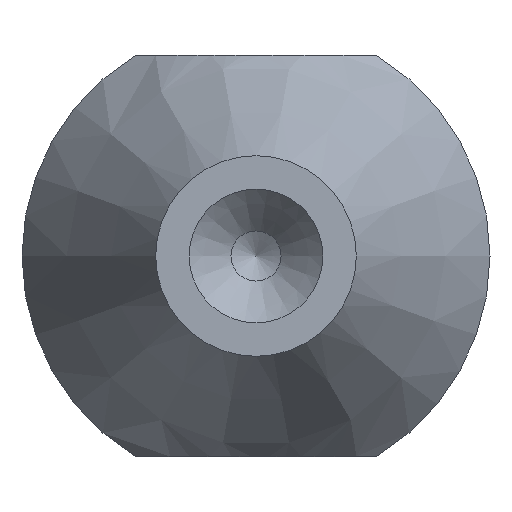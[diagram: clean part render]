
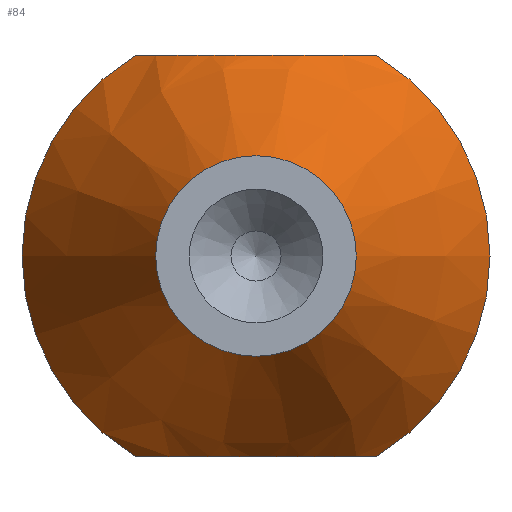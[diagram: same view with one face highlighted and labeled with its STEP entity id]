
A CAD part, left-side view. The second image highlights one B-rep face of the part: STEP entity #84.
In plain terms, the highlighted conical face has half-angle 30 degrees and reference radius 14 mm.
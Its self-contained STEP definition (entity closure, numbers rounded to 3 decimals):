
#58=B_SPLINE_CURVE_WITH_KNOTS('',3,(#411,#412,#413,#414,#415,#416,#417,
#418,#419,#420),.UNSPECIFIED.,.F.,.F.,(4,2,2,2,4),(0.,0.25,0.5,0.75,1.),
 .UNSPECIFIED.);
#59=B_SPLINE_CURVE_WITH_KNOTS('',3,(#424,#425,#426,#427,#428,#429,#430,
#431,#432,#433),.UNSPECIFIED.,.F.,.F.,(4,2,2,2,4),(0.,0.25,0.5,0.75,1.),
 .UNSPECIFIED.);
#73=CONICAL_SURFACE('',#290,14.,30.);
#84=ADVANCED_FACE('',(#112,#113),#73,.T.);
#112=FACE_BOUND('',#133,.T.);
#113=FACE_BOUND('',#134,.T.);
#133=EDGE_LOOP('',(#161,#162,#163,#164));
#134=EDGE_LOOP('',(#165));
#161=ORIENTED_EDGE('',*,*,#234,.T.);
#162=ORIENTED_EDGE('',*,*,#235,.T.);
#163=ORIENTED_EDGE('',*,*,#236,.T.);
#164=ORIENTED_EDGE('',*,*,#237,.T.);
#165=ORIENTED_EDGE('',*,*,#238,.F.);
#212=VERTEX_POINT('',#409);
#213=VERTEX_POINT('',#410);
#214=VERTEX_POINT('',#421);
#215=VERTEX_POINT('',#423);
#216=VERTEX_POINT('',#435);
#234=EDGE_CURVE('',#212,#213,#262,.T.);
#235=EDGE_CURVE('',#213,#214,#58,.T.);
#236=EDGE_CURVE('',#214,#215,#263,.T.);
#237=EDGE_CURVE('',#215,#212,#59,.T.);
#238=EDGE_CURVE('',#216,#216,#264,.T.);
#262=CIRCLE('',#287,14.);
#263=CIRCLE('',#288,14.);
#264=CIRCLE('',#289,6.);
#287=AXIS2_PLACEMENT_3D('',#408,#340,#341);
#288=AXIS2_PLACEMENT_3D('',#422,#342,#343);
#289=AXIS2_PLACEMENT_3D('',#434,#344,#345);
#290=AXIS2_PLACEMENT_3D('',#436,#346,#347);
#340=DIRECTION('',(-1.,0.,0.));
#341=DIRECTION('',(0.,-1.,0.));
#342=DIRECTION('',(-1.,0.,0.));
#343=DIRECTION('',(0.,-1.,0.));
#344=DIRECTION('',(-1.,0.,0.));
#345=DIRECTION('',(0.,-1.,0.));
#346=DIRECTION('',(1.,0.,0.));
#347=DIRECTION('',(0.,-1.,0.));
#408=CARTESIAN_POINT('',(-7.144,0.,0.));
#409=CARTESIAN_POINT('',(-7.144,7.211,12.));
#410=CARTESIAN_POINT('',(-7.144,7.211,-12.));
#411=CARTESIAN_POINT('',(-7.144,7.211,-12.));
#412=CARTESIAN_POINT('',(-8.053,6.192,-12.));
#413=CARTESIAN_POINT('',(-8.883,5.118,-12.));
#414=CARTESIAN_POINT('',(-10.174,2.715,-12.));
#415=CARTESIAN_POINT('',(-10.607,1.363,-12.));
#416=CARTESIAN_POINT('',(-10.609,-1.354,-12.));
#417=CARTESIAN_POINT('',(-10.182,-2.695,-12.));
#418=CARTESIAN_POINT('',(-8.898,-5.096,-12.));
#419=CARTESIAN_POINT('',(-8.055,-6.189,-12.));
#420=CARTESIAN_POINT('',(-7.144,-7.211,-12.));
#421=CARTESIAN_POINT('',(-7.144,-7.211,-12.));
#422=CARTESIAN_POINT('',(-7.144,0.,0.));
#423=CARTESIAN_POINT('',(-7.144,-7.211,12.));
#424=CARTESIAN_POINT('',(-7.144,-7.211,12.));
#425=CARTESIAN_POINT('',(-8.053,-6.192,12.));
#426=CARTESIAN_POINT('',(-8.883,-5.118,12.));
#427=CARTESIAN_POINT('',(-10.174,-2.715,12.));
#428=CARTESIAN_POINT('',(-10.607,-1.363,12.));
#429=CARTESIAN_POINT('',(-10.609,1.354,12.));
#430=CARTESIAN_POINT('',(-10.182,2.695,12.));
#431=CARTESIAN_POINT('',(-8.898,5.096,12.));
#432=CARTESIAN_POINT('',(-8.055,6.189,12.));
#433=CARTESIAN_POINT('',(-7.144,7.211,12.));
#434=CARTESIAN_POINT('',(-21.,0.,0.));
#435=CARTESIAN_POINT('',(-21.,-6.,0.));
#436=CARTESIAN_POINT('',(-7.144,0.,0.));
